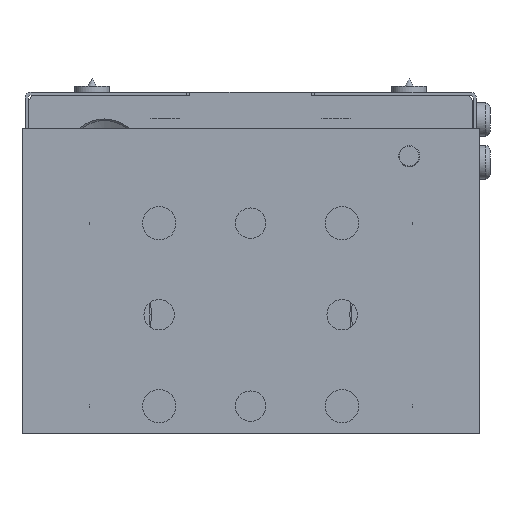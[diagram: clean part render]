
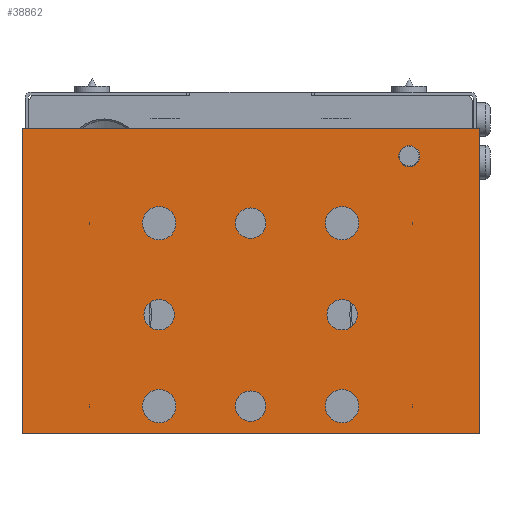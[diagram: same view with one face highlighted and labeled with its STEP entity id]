
A CAD part, left-side view. The second image highlights one B-rep face of the part: STEP entity #38862.
In plain terms, the highlighted face is planar.
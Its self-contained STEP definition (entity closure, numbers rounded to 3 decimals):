
#38724=CARTESIAN_POINT('',(630.,0.,49.));
#38725=DIRECTION('',(1.0,0.0,0.0));
#38726=DIRECTION('',(0.0,1.0,0.0));
#38727=AXIS2_PLACEMENT_3D('',#38724,#38725,#38726);
#38728=PLANE('',#38727);
#38729=CARTESIAN_POINT('',(630.,-75.,-1.));
#38730=VERTEX_POINT('',#38729);
#38731=CARTESIAN_POINT('',(630.,-75.,99.));
#38732=VERTEX_POINT('',#38731);
#38733=CARTESIAN_POINT('',(630.,-75.,-1.));
#38734=DIRECTION('',(0.0,0.0,1.0));
#38735=VECTOR('',#38734,100.);
#38736=LINE('',#38733,#38735);
#38737=EDGE_CURVE('',#38730,#38732,#38736,.T.);
#38738=ORIENTED_EDGE('',*,*,#38737,.F.);
#38739=CARTESIAN_POINT('',(630.,75.,-1.));
#38740=VERTEX_POINT('',#38739);
#38741=CARTESIAN_POINT('',(630.,75.,-1.));
#38742=DIRECTION('',(0.0,-1.0,0.0));
#38743=VECTOR('',#38742,150.);
#38744=LINE('',#38741,#38743);
#38745=EDGE_CURVE('',#38740,#38730,#38744,.T.);
#38746=ORIENTED_EDGE('',*,*,#38745,.F.);
#38747=CARTESIAN_POINT('',(630.,75.,99.));
#38748=VERTEX_POINT('',#38747);
#38749=CARTESIAN_POINT('',(630.,75.,99.));
#38750=DIRECTION('',(0.0,0.0,-1.0));
#38751=VECTOR('',#38750,100.0);
#38752=LINE('',#38749,#38751);
#38753=EDGE_CURVE('',#38748,#38740,#38752,.T.);
#38754=ORIENTED_EDGE('',*,*,#38753,.F.);
#38755=CARTESIAN_POINT('',(630.,-75.,99.));
#38756=DIRECTION('',(0.0,1.0,0.0));
#38757=VECTOR('',#38756,150.);
#38758=LINE('',#38755,#38757);
#38759=EDGE_CURVE('',#38732,#38748,#38758,.T.);
#38760=ORIENTED_EDGE('',*,*,#38759,.F.);
#38761=EDGE_LOOP('',(#38738,#38746,#38754,#38760));
#38762=FACE_OUTER_BOUND('',#38761,.T.);
#38763=CARTESIAN_POINT('',(630.,55.458,90.));
#38764=VERTEX_POINT('',#38763);
#38765=CARTESIAN_POINT('',(630.,52.,90.));
#38766=DIRECTION('',(-1.0,0.0,0.0));
#38767=DIRECTION('',(0.0,-1.0,0.0));
#38768=AXIS2_PLACEMENT_3D('',#38765,#38766,#38767);
#38769=CIRCLE('',#38768,3.459);
#38770=EDGE_CURVE('',#38764,#38764,#38769,.T.);
#38771=ORIENTED_EDGE('',*,*,#38770,.T.);
#38772=EDGE_LOOP('',(#38771));
#38773=FACE_BOUND('',#38772,.T.);
#38774=CARTESIAN_POINT('',(630.,5.,8.));
#38775=VERTEX_POINT('',#38774);
#38776=CARTESIAN_POINT('',(630.,0.,8.));
#38777=DIRECTION('',(-1.0,0.0,0.0));
#38778=DIRECTION('',(0.0,1.0,0.0));
#38779=AXIS2_PLACEMENT_3D('',#38776,#38777,#38778);
#38780=CIRCLE('',#38779,5.0);
#38781=EDGE_CURVE('',#38775,#38775,#38780,.T.);
#38782=ORIENTED_EDGE('',*,*,#38781,.T.);
#38783=EDGE_LOOP('',(#38782));
#38784=FACE_BOUND('',#38783,.T.);
#38785=CARTESIAN_POINT('',(630.,5.,68.));
#38786=VERTEX_POINT('',#38785);
#38787=CARTESIAN_POINT('',(630.,0.,68.));
#38788=DIRECTION('',(-1.0,0.0,0.0));
#38789=DIRECTION('',(0.0,1.0,0.0));
#38790=AXIS2_PLACEMENT_3D('',#38787,#38788,#38789);
#38791=CIRCLE('',#38790,5.0);
#38792=EDGE_CURVE('',#38786,#38786,#38791,.T.);
#38793=ORIENTED_EDGE('',*,*,#38792,.T.);
#38794=EDGE_LOOP('',(#38793));
#38795=FACE_BOUND('',#38794,.T.);
#38796=CARTESIAN_POINT('',(630.,-25.,38.));
#38797=VERTEX_POINT('',#38796);
#38798=CARTESIAN_POINT('',(630.,-30.,38.));
#38799=DIRECTION('',(-1.0,0.0,0.0));
#38800=DIRECTION('',(0.0,1.0,0.0));
#38801=AXIS2_PLACEMENT_3D('',#38798,#38799,#38800);
#38802=CIRCLE('',#38801,5.0);
#38803=EDGE_CURVE('',#38797,#38797,#38802,.T.);
#38804=ORIENTED_EDGE('',*,*,#38803,.T.);
#38805=EDGE_LOOP('',(#38804));
#38806=FACE_BOUND('',#38805,.T.);
#38807=CARTESIAN_POINT('',(630.,35.,38.));
#38808=VERTEX_POINT('',#38807);
#38809=CARTESIAN_POINT('',(630.,30.,38.));
#38810=DIRECTION('',(-1.0,0.0,0.0));
#38811=DIRECTION('',(0.0,1.0,0.0));
#38812=AXIS2_PLACEMENT_3D('',#38809,#38810,#38811);
#38813=CIRCLE('',#38812,5.0);
#38814=EDGE_CURVE('',#38808,#38808,#38813,.T.);
#38815=ORIENTED_EDGE('',*,*,#38814,.T.);
#38816=EDGE_LOOP('',(#38815));
#38817=FACE_BOUND('',#38816,.T.);
#38818=CARTESIAN_POINT('',(630.,-24.5,68.));
#38819=VERTEX_POINT('',#38818);
#38820=CARTESIAN_POINT('',(630.,-30.,68.));
#38821=DIRECTION('',(-1.0,0.0,0.0));
#38822=DIRECTION('',(0.0,-1.0,0.0));
#38823=AXIS2_PLACEMENT_3D('',#38820,#38821,#38822);
#38824=CIRCLE('',#38823,5.5);
#38825=EDGE_CURVE('',#38819,#38819,#38824,.T.);
#38826=ORIENTED_EDGE('',*,*,#38825,.T.);
#38827=EDGE_LOOP('',(#38826));
#38828=FACE_BOUND('',#38827,.T.);
#38829=CARTESIAN_POINT('',(630.,35.5,8.));
#38830=VERTEX_POINT('',#38829);
#38831=CARTESIAN_POINT('',(630.,30.,8.));
#38832=DIRECTION('',(-1.0,0.0,0.0));
#38833=DIRECTION('',(0.0,-1.0,0.0));
#38834=AXIS2_PLACEMENT_3D('',#38831,#38832,#38833);
#38835=CIRCLE('',#38834,5.5);
#38836=EDGE_CURVE('',#38830,#38830,#38835,.T.);
#38837=ORIENTED_EDGE('',*,*,#38836,.T.);
#38838=EDGE_LOOP('',(#38837));
#38839=FACE_BOUND('',#38838,.T.);
#38840=CARTESIAN_POINT('',(630.,35.5,68.));
#38841=VERTEX_POINT('',#38840);
#38842=CARTESIAN_POINT('',(630.,30.,68.));
#38843=DIRECTION('',(-1.0,0.0,0.0));
#38844=DIRECTION('',(0.0,-1.0,0.0));
#38845=AXIS2_PLACEMENT_3D('',#38842,#38843,#38844);
#38846=CIRCLE('',#38845,5.5);
#38847=EDGE_CURVE('',#38841,#38841,#38846,.T.);
#38848=ORIENTED_EDGE('',*,*,#38847,.T.);
#38849=EDGE_LOOP('',(#38848));
#38850=FACE_BOUND('',#38849,.T.);
#38851=CARTESIAN_POINT('',(630.,-24.5,8.));
#38852=VERTEX_POINT('',#38851);
#38853=CARTESIAN_POINT('',(630.,-30.,8.));
#38854=DIRECTION('',(-1.0,0.0,0.0));
#38855=DIRECTION('',(0.0,-1.0,0.0));
#38856=AXIS2_PLACEMENT_3D('',#38853,#38854,#38855);
#38857=CIRCLE('',#38856,5.5);
#38858=EDGE_CURVE('',#38852,#38852,#38857,.T.);
#38859=ORIENTED_EDGE('',*,*,#38858,.T.);
#38860=EDGE_LOOP('',(#38859));
#38861=FACE_BOUND('',#38860,.T.);
#38862=ADVANCED_FACE('',(#38762,#38773,#38784,#38795,#38806,#38817,#38828,#38839,#38850,#38861),#38728,.T.);
